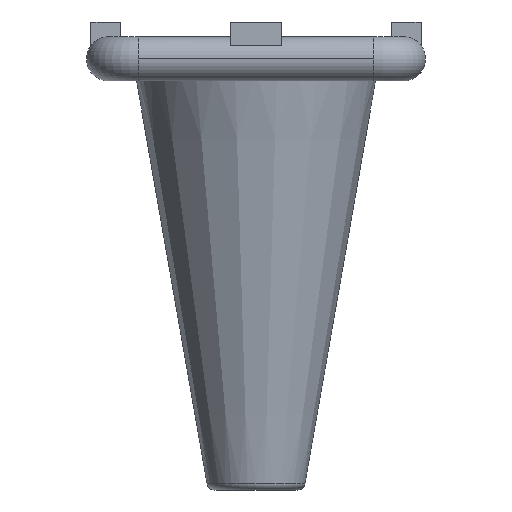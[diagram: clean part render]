
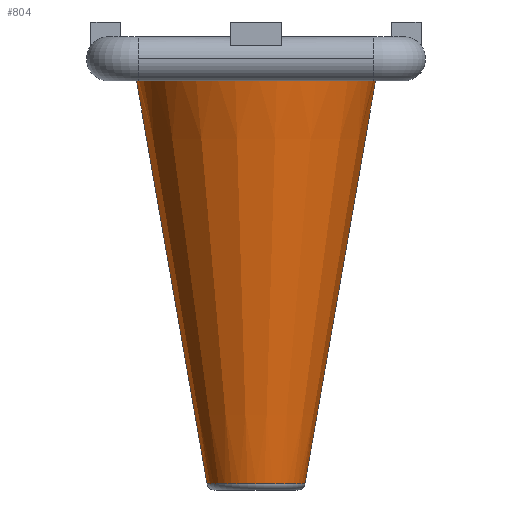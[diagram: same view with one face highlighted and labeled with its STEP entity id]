
A CAD part, front view. The second image highlights one B-rep face of the part: STEP entity #804.
In plain terms, the highlighted conical face has half-angle 9.926 degrees and reference radius 3.25 mm.
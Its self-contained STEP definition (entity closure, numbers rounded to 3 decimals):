
#32 = ORIENTED_EDGE ( 'NONE', *, *, #191, .F. ) ;
#36 = ORIENTED_EDGE ( 'NONE', *, *, #68, .T. ) ;
#42 = ORIENTED_EDGE ( 'NONE', *, *, #190, .T. ) ;
#43 = ORIENTED_EDGE ( 'NONE', *, *, #286, .F. ) ;
#60 = EDGE_LOOP ( 'NONE', ( #32, #36, #42, #43 ) ) ;
#68 = EDGE_CURVE ( 'NONE', #484, #491, #176, .T. ) ;
#77 = AXIS2_PLACEMENT_3D ( 'NONE', #1386, #1387, #1388 ) ;
#124 = AXIS2_PLACEMENT_3D ( 'NONE', #1159, #1158, #1156 ) ;
#159 = AXIS2_PLACEMENT_3D ( 'NONE', #1202, #1203, #1185 ) ;
#176 = CIRCLE ( 'NONE', #77, 3.322 ) ;
#190 = EDGE_CURVE ( 'NONE', #491, #554, #1330, .T. ) ;
#191 = EDGE_CURVE ( 'NONE', #484, #507, #1356, .T. ) ;
#286 = EDGE_CURVE ( 'NONE', #507, #554, #356, .T. ) ;
#356 = CIRCLE ( 'NONE', #124, 8.238 ) ;
#400 = FACE_OUTER_BOUND ( 'NONE', #60, .T. ) ;
#411 = CONICAL_SURFACE ( 'NONE', #159, 3.25, 0.173 ) ;
#484 = VERTEX_POINT ( 'NONE', #1154 ) ;
#491 = VERTEX_POINT ( 'NONE', #1123 ) ;
#507 = VERTEX_POINT ( 'NONE', #1099 ) ;
#554 = VERTEX_POINT ( 'NONE', #1030 ) ;
#804 = ADVANCED_FACE ( 'NONE', ( #400 ), #411, .T. ) ;
#1030 = CARTESIAN_POINT ( 'NONE',  ( 8.238, 0., 28.5 ) ) ;
#1099 = CARTESIAN_POINT ( 'NONE',  ( -8.238, 0., 28.5 ) ) ;
#1123 = CARTESIAN_POINT ( 'NONE',  ( 3.322, 0., 0.414 ) ) ;
#1154 = CARTESIAN_POINT ( 'NONE',  ( -3.322, 0., 0.414 ) ) ;
#1156 = DIRECTION ( 'NONE',  ( -1., 0., 0. ) ) ;
#1158 = DIRECTION ( 'NONE',  ( 0., 0., 1. ) ) ;
#1159 = CARTESIAN_POINT ( 'NONE',  ( 0., 0., 28.5 ) ) ;
#1185 = DIRECTION ( 'NONE',  ( 1., 0., 0. ) ) ;
#1202 = CARTESIAN_POINT ( 'NONE',  ( 0., 0., 0. ) ) ;
#1203 = DIRECTION ( 'NONE',  ( 0., 0., 1. ) ) ;
#1330 = LINE ( 'NONE', #1402, #1352 ) ;
#1350 = VECTOR ( 'NONE', #1409, 1000. ) ;
#1352 = VECTOR ( 'NONE', #1406, 1000. ) ;
#1356 = LINE ( 'NONE', #1407, #1350 ) ;
#1386 = CARTESIAN_POINT ( 'NONE',  ( 0., 0., 0.414 ) ) ;
#1387 = DIRECTION ( 'NONE',  ( 0., 0., 1. ) ) ;
#1388 = DIRECTION ( 'NONE',  ( -1., 0., 0. ) ) ;
#1402 = CARTESIAN_POINT ( 'NONE',  ( 3.25, 0., 0. ) ) ;
#1406 = DIRECTION ( 'NONE',  ( 0.172, 0., 0.985 ) ) ;
#1407 = CARTESIAN_POINT ( 'NONE',  ( -3.25, 0., 0. ) ) ;
#1409 = DIRECTION ( 'NONE',  ( -0.172, 0., 0.985 ) ) ;
